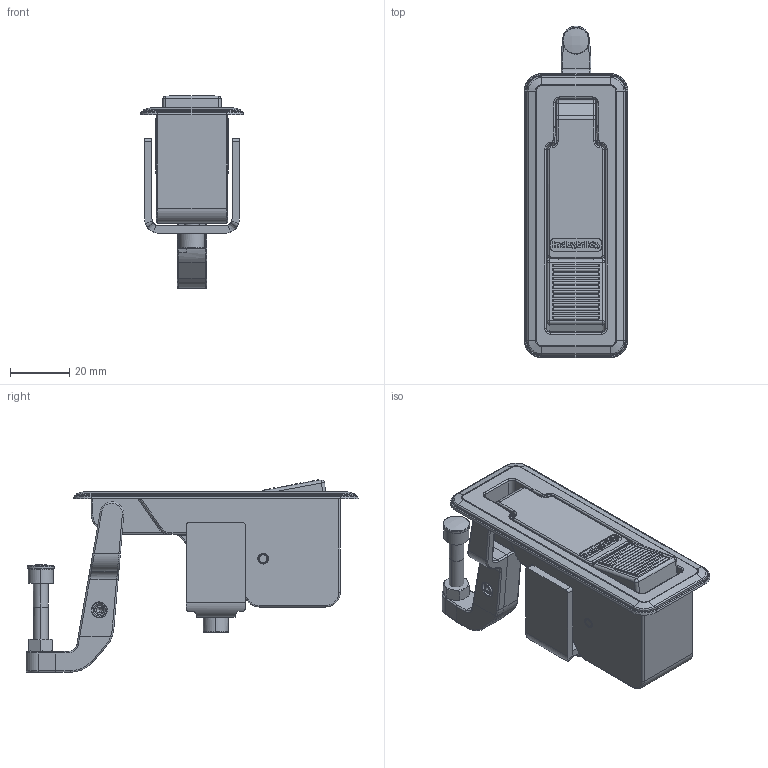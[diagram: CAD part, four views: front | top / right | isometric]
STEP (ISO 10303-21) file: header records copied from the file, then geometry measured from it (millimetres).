
FILE_DESCRIPTION (( 'STEP AP214' ), '1' );
FILE_NAME ('2814-037059-2246_Industrilas.step', '2025-08-26T11:44:51', ( '' ), ( '' ), 'SwSTEP 2.0', 'SolidWorks 2010', '' );
FILE_SCHEMA (( 'AUTOMOTIVE_DESIGN' ));
Products named in the file (13): KV-IP65_Hebel-L2; KV-IP65_Hebel-L1; Taster1; Taster2; Gehaeuse; Schraube M5x30; Schraube M5x20; Raendelstift 3x24; Dichtung; Schutzkappe; Mutter M5; 2814-037059-2246_Industrilas; Klammer
Assembly tree (12 placements, depth 2):
  2814-037059-2246_Industrilas
    Schraube M5x30
    Schraube M5x20
    Klammer
    Raendelstift 3x24
    Dichtung
    KV-IP65_Hebel-L2
    Schutzkappe
    KV-IP65_Hebel-L1
    Mutter M5
    Taster1
    Taster2
    Gehaeuse
Bounding box: 34.95 x 111.96 x 64.92 mm (x, y, z)
Volume: 45332.1 mm3; surface area: 40491.6 mm2
Topology: 12 solids, 12 shells, 1520 faces, 3800 edges, 2321 vertices
Faces by surface type: plane 525, bspline 470, cylinder 460, cone 65
Entity records: 70389 total; most frequent: CARTESIAN_POINT 37322, ORIENTED_EDGE 7478, DIRECTION 5716, EDGE_CURVE 3739, VERTEX_POINT 2321, AXIS2_PLACEMENT_3D 2008, LINE 1700, VECTOR 1700
